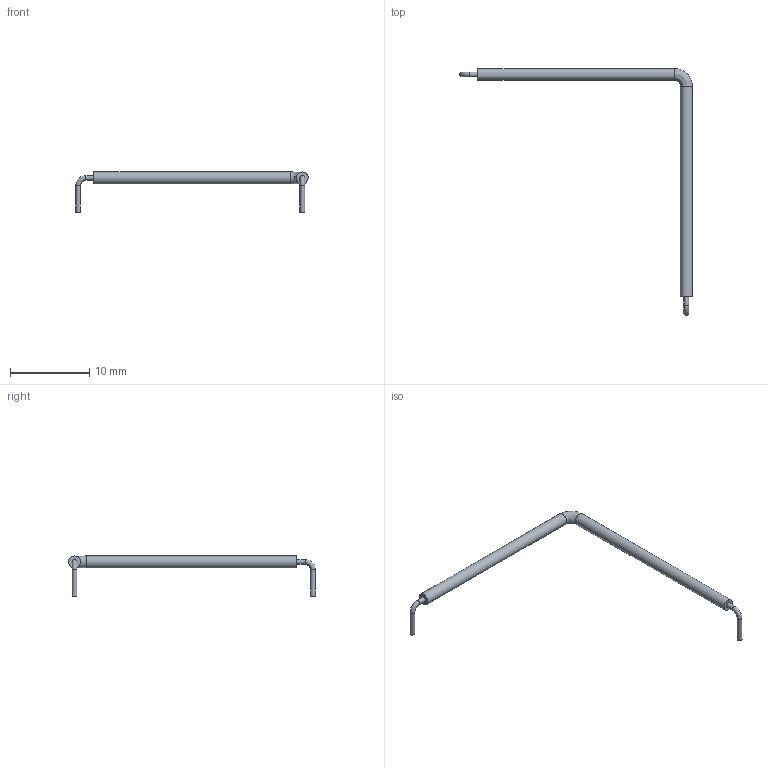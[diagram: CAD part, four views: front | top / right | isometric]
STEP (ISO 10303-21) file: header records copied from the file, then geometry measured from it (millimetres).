
FILE_DESCRIPTION(('FreeCAD Model'),'2;1');
FILE_NAME('Open CASCADE Shape Model','2023-02-14T15:17:43',('BT'),(''), 'Open CASCADE STEP processor 7.6','FreeCAD','Unknown');
FILE_SCHEMA(('AUTOMOTIVE_DESIGN_CC2 { 1 2 10303 214 -1 1 5 4 }'));
Length unit declared in the file: millimetre
Products named in the file (1): AdditivePipe003
Bounding box: 29.29 x 31.08 x 5.05 mm (x, y, z)
Volume: 98 mm3; surface area: 278.6 mm2
Topology: 1 solids, 1 shells, 16 faces, 26 edges, 14 vertices
Faces by surface type: plane 6, cylinder 5, torus 2, extrusion 2, revolution 1
Full cylindrical faces by diameter (mm): 0.6 x4, 1.5 x1
Entity records: 616 total; most frequent: CARTESIAN_POINT 173, DIRECTION 80, ORIENTED_EDGE 52, AXIS2_PLACEMENT_3D 35, EDGE_CURVE 26, CIRCLE 21, FACE_BOUND 18, EDGE_LOOP 18
